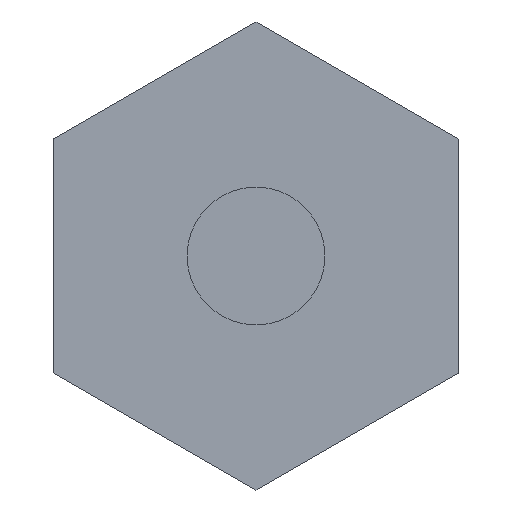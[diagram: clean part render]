
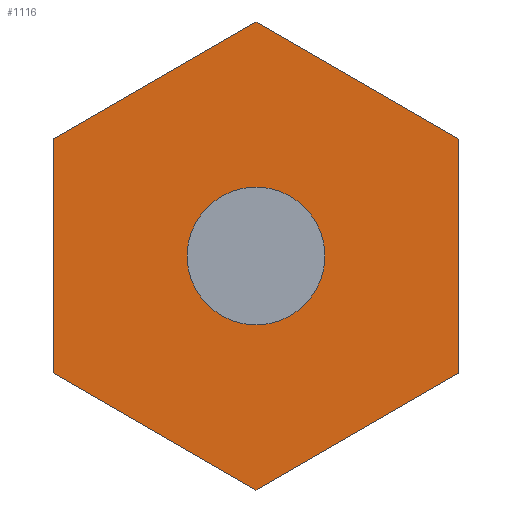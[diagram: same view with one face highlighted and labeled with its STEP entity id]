
A CAD part, front view. The second image highlights one B-rep face of the part: STEP entity #1116.
In plain terms, the highlighted planar face has unit normal (0, -1, 0).
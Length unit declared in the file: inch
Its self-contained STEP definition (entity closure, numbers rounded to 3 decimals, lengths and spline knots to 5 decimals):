
#37 = LINE ( 'NONE', #1314, #1009 ) ;
#41 = LINE ( 'NONE', #707, #1063 ) ;
#56 = ORIENTED_EDGE ( 'NONE', *, *, #870, .F. ) ;
#92 = ORIENTED_EDGE ( 'NONE', *, *, #900, .F. ) ;
#97 = CARTESIAN_POINT ( 'NONE',  ( 0.5, 0.4, -0.28868 ) ) ;
#146 = CARTESIAN_POINT ( 'NONE',  ( 0., 0.4, -0.57735 ) ) ;
#156 = DIRECTION ( 'NONE',  ( 0., 0., 1. ) ) ;
#158 = CIRCLE ( 'NONE', #1689, 0.17 ) ;
#197 = ORIENTED_EDGE ( 'NONE', *, *, #891, .F. ) ;
#203 = EDGE_LOOP ( 'NONE', ( #780, #1276 ) ) ;
#217 = ORIENTED_EDGE ( 'NONE', *, *, #678, .F. ) ;
#233 = VERTEX_POINT ( 'NONE', #146 ) ;
#254 = PLANE ( 'NONE',  #757 ) ;
#304 = DIRECTION ( 'NONE',  ( 0.866, 0., 0.5 ) ) ;
#323 = EDGE_CURVE ( 'NONE', #794, #835, #609, .T. ) ;
#407 = CARTESIAN_POINT ( 'NONE',  ( 0., 0.4, 0.17 ) ) ;
#428 = CARTESIAN_POINT ( 'NONE',  ( 0., 0.4, 0.57735 ) ) ;
#517 = FACE_BOUND ( 'NONE', #203, .T. ) ;
#571 = ORIENTED_EDGE ( 'NONE', *, *, #323, .F. ) ;
#581 = DIRECTION ( 'NONE',  ( 0., 1., 0. ) ) ;
#608 = VECTOR ( 'NONE', #1033, 39.37008 ) ;
#609 = LINE ( 'NONE', #1230, #986 ) ;
#620 = CARTESIAN_POINT ( 'NONE',  ( -0.5, 0.4, 0.28868 ) ) ;
#643 = CARTESIAN_POINT ( 'NONE',  ( 0., 0.4, 0. ) ) ;
#652 = DIRECTION ( 'NONE',  ( -0.866, 0., 0.5 ) ) ;
#678 = EDGE_CURVE ( 'NONE', #1139, #880, #916, .T. ) ;
#699 = EDGE_CURVE ( 'NONE', #1237, #1664, #958, .T. ) ;
#707 = CARTESIAN_POINT ( 'NONE',  ( -0.5, 0.4, 0.28868 ) ) ;
#729 = EDGE_CURVE ( 'NONE', #233, #794, #37, .T. ) ;
#738 = VERTEX_POINT ( 'NONE', #1425 ) ;
#746 = FACE_OUTER_BOUND ( 'NONE', #1289, .T. ) ;
#757 = AXIS2_PLACEMENT_3D ( 'NONE', #799, #1340, #1224 ) ;
#759 = DIRECTION ( 'NONE',  ( 0., 0., 1. ) ) ;
#780 = ORIENTED_EDGE ( 'NONE', *, *, #1383, .T. ) ;
#794 = VERTEX_POINT ( 'NONE', #893 ) ;
#799 = CARTESIAN_POINT ( 'NONE',  ( 0., 0.4, 0. ) ) ;
#831 = DIRECTION ( 'NONE',  ( 0.866, 0., -0.5 ) ) ;
#835 = VERTEX_POINT ( 'NONE', #620 ) ;
#870 = EDGE_CURVE ( 'NONE', #738, #1139, #1191, .T. ) ;
#880 = VERTEX_POINT ( 'NONE', #1691 ) ;
#891 = EDGE_CURVE ( 'NONE', #880, #233, #1118, .T. ) ;
#892 = AXIS2_PLACEMENT_3D ( 'NONE', #643, #1176, #1319 ) ;
#893 = CARTESIAN_POINT ( 'NONE',  ( -0.5, 0.4, -0.28868 ) ) ;
#900 = EDGE_CURVE ( 'NONE', #835, #738, #41, .T. ) ;
#916 = LINE ( 'NONE', #1055, #608 ) ;
#958 = CIRCLE ( 'NONE', #892, 0.17 ) ;
#986 = VECTOR ( 'NONE', #156, 39.37008 ) ;
#990 = VECTOR ( 'NONE', #831, 39.37008 ) ;
#1009 = VECTOR ( 'NONE', #652, 39.37008 ) ;
#1033 = DIRECTION ( 'NONE',  ( 0., 0., -1. ) ) ;
#1055 = CARTESIAN_POINT ( 'NONE',  ( 0.5, 0.4, 0.28868 ) ) ;
#1062 = CARTESIAN_POINT ( 'NONE',  ( 0.5, 0.4, 0.28868 ) ) ;
#1063 = VECTOR ( 'NONE', #304, 39.37008 ) ;
#1116 = ADVANCED_FACE ( 'NONE', ( #517, #746 ), #254, .F. ) ;
#1118 = LINE ( 'NONE', #97, #1659 ) ;
#1139 = VERTEX_POINT ( 'NONE', #1062 ) ;
#1155 = ORIENTED_EDGE ( 'NONE', *, *, #729, .F. ) ;
#1176 = DIRECTION ( 'NONE',  ( 0., 1., 0. ) ) ;
#1191 = LINE ( 'NONE', #428, #990 ) ;
#1224 = DIRECTION ( 'NONE',  ( 0., 0., 1. ) ) ;
#1230 = CARTESIAN_POINT ( 'NONE',  ( -0.5, 0.4, -0.28868 ) ) ;
#1237 = VERTEX_POINT ( 'NONE', #407 ) ;
#1276 = ORIENTED_EDGE ( 'NONE', *, *, #699, .T. ) ;
#1289 = EDGE_LOOP ( 'NONE', ( #197, #217, #56, #92, #571, #1155 ) ) ;
#1314 = CARTESIAN_POINT ( 'NONE',  ( 0., 0.4, -0.57735 ) ) ;
#1319 = DIRECTION ( 'NONE',  ( 0., 0., 1. ) ) ;
#1340 = DIRECTION ( 'NONE',  ( 0., 1., 0. ) ) ;
#1383 = EDGE_CURVE ( 'NONE', #1664, #1237, #158, .T. ) ;
#1408 = CARTESIAN_POINT ( 'NONE',  ( 0., 0.4, -0.17 ) ) ;
#1425 = CARTESIAN_POINT ( 'NONE',  ( 0., 0.4, 0.57735 ) ) ;
#1624 = CARTESIAN_POINT ( 'NONE',  ( 0., 0.4, 0. ) ) ;
#1659 = VECTOR ( 'NONE', #1726, 39.37008 ) ;
#1664 = VERTEX_POINT ( 'NONE', #1408 ) ;
#1689 = AXIS2_PLACEMENT_3D ( 'NONE', #1624, #581, #759 ) ;
#1691 = CARTESIAN_POINT ( 'NONE',  ( 0.5, 0.4, -0.28868 ) ) ;
#1726 = DIRECTION ( 'NONE',  ( -0.866, 0., -0.5 ) ) ;
